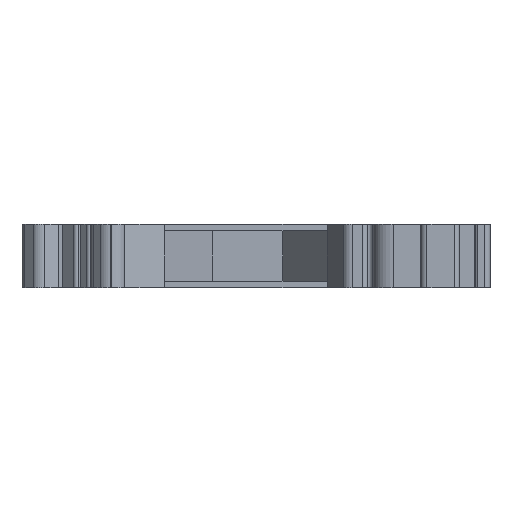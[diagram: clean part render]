
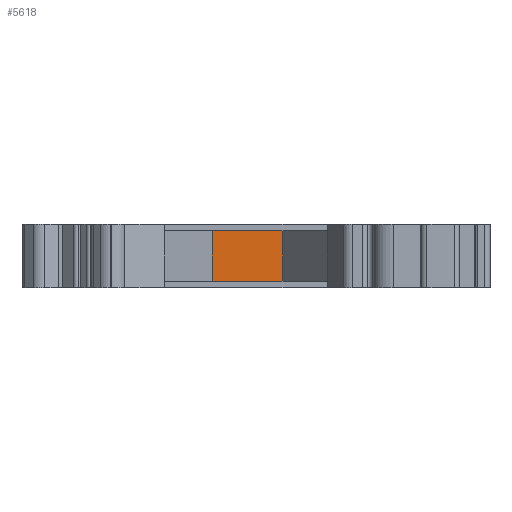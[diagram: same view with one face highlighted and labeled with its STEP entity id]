
A CAD part, left-side view. The second image highlights one B-rep face of the part: STEP entity #5618.
In plain terms, the highlighted planar face has unit normal (-1, 0, 0).
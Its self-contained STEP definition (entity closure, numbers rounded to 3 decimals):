
#2381=DIRECTION('',(0.,1.,0.));
#2382=VECTOR('',#2381,6.934);
#2383=CARTESIAN_POINT('',(-11.993,14.151,-2.5));
#2384=LINE('',#2383,#2382);
#2502=DIRECTION('',(0.,0.,1.));
#2503=VECTOR('',#2502,5.);
#2504=CARTESIAN_POINT('',(-11.993,14.151,-2.5));
#2505=LINE('',#2504,#2503);
#2509=DIRECTION('',(0.,0.,1.));
#2510=VECTOR('',#2509,5.);
#2511=CARTESIAN_POINT('',(-11.993,21.085,-2.5));
#2512=LINE('',#2511,#2510);
#2936=DIRECTION('',(0.,1.,0.));
#2937=VECTOR('',#2936,6.934);
#2938=CARTESIAN_POINT('',(-11.993,14.151,2.5));
#2939=LINE('',#2938,#2937);
#4619=CARTESIAN_POINT('',(-11.993,14.151,-2.5));
#4620=CARTESIAN_POINT('',(-11.993,21.085,-2.5));
#4621=VERTEX_POINT('',#4619);
#4622=VERTEX_POINT('',#4620);
#4635=CARTESIAN_POINT('',(-11.993,14.151,2.5));
#4636=CARTESIAN_POINT('',(-11.993,21.085,2.5));
#4637=VERTEX_POINT('',#4635);
#4638=VERTEX_POINT('',#4636);
#5605=CARTESIAN_POINT('',(-11.993,14.151,-2.5));
#5606=DIRECTION('',(1.,0.,0.));
#5607=DIRECTION('',(0.,1.,0.));
#5608=AXIS2_PLACEMENT_3D('',#5605,#5606,#5607);
#5609=PLANE('',#5608);
#5610=ORIENTED_EDGE('',*,*,#5506,.T.);
#5612=ORIENTED_EDGE('',*,*,#5611,.T.);
#5614=ORIENTED_EDGE('',*,*,#5613,.F.);
#5615=ORIENTED_EDGE('',*,*,#5598,.F.);
#5616=EDGE_LOOP('',(#5610,#5612,#5614,#5615));
#5617=FACE_OUTER_BOUND('',#5616,.F.);
#5506=EDGE_CURVE('',#4621,#4622,#2384,.T.);
#5598=EDGE_CURVE('',#4621,#4637,#2505,.T.);
#5611=EDGE_CURVE('',#4622,#4638,#2512,.T.);
#5613=EDGE_CURVE('',#4637,#4638,#2939,.T.);
#5618=ADVANCED_FACE('',(#5617),#5609,.F.);
